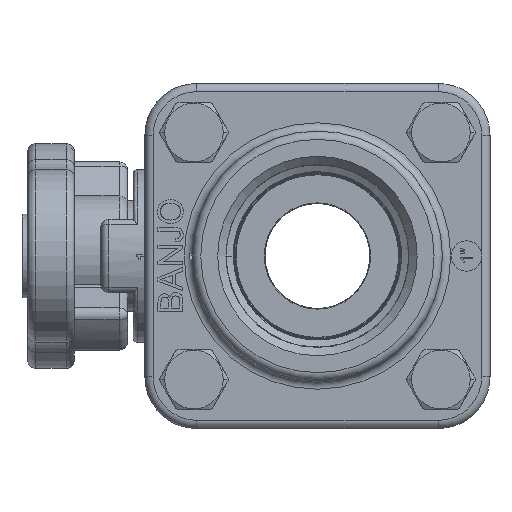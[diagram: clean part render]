
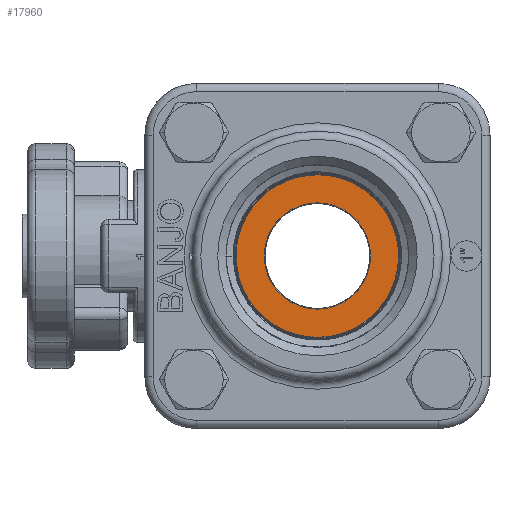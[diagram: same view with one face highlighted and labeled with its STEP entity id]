
A CAD part, left-side view. The second image highlights one B-rep face of the part: STEP entity #17960.
In plain terms, the highlighted face is planar.
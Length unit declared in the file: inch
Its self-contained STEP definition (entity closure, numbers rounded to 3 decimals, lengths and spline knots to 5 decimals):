
#586=FACE_BOUND($,#2864,.T.);
#1034=PLANE($,#19297);
#1634=FACE_OUTER_BOUND($,#2863,.T.);
#2863=EDGE_LOOP($,(#13340,#13341,#13342,#13343));
#2864=EDGE_LOOP($,(#13344));
#4120=B_SPLINE_CURVE_WITH_KNOTS($,3,(#28906,#28907,#28908,#28909,#28910,
#28911,#28912),.UNSPECIFIED.,.F.,.F.,(4,3,4),(0.,0.74614,0.78852),
 .UNSPECIFIED.);
#4123=B_SPLINE_CURVE_WITH_KNOTS($,3,(#29762,#29763,#29764,#29765,#29766,
#29767,#29768,#29769,#29770,#29771,#29772,#29773,#29774,#29775,#29776,#29777,
#29778,#29779,#29780),.UNSPECIFIED.,.F.,.F.,(4,3,3,3,3,3,4),(0.,0.79994,
1.5884,2.36488,3.12902,3.88088,4.01758),
 .UNSPECIFIED.);
#4125=B_SPLINE_CURVE_WITH_KNOTS($,3,(#30475,#30476,#30477,#30478,#30479,
#30480,#30481,#30482,#30483,#30484,#30485,#30486,#30487,#30488,#30489,#30490),
 .UNSPECIFIED.,.F.,.F.,(4,3,3,3,3,4),(0.,0.74801,1.50866,
2.2815,3.0661,3.85518),.UNSPECIFIED.);
#4611=CIRCLE($,#19282,0.63702);
#4616=CIRCLE($,#19298,0.385);
#8307=VERTEX_POINT($,#28904);
#8308=VERTEX_POINT($,#28905);
#8311=VERTEX_POINT($,#29761);
#8313=VERTEX_POINT($,#30474);
#8320=VERTEX_POINT($,#30909);
#10206=EDGE_CURVE($,#8307,#8308,#4120,.T.);
#10210=EDGE_CURVE($,#8311,#8307,#4123,.T.);
#10213=EDGE_CURVE($,#8308,#8313,#4125,.T.);
#10218=EDGE_CURVE($,#8313,#8311,#4611,.T.);
#10223=EDGE_CURVE($,#8320,#8320,#4616,.T.);
#13340=ORIENTED_EDGE($,*,*,#10213,.T.);
#13341=ORIENTED_EDGE($,*,*,#10218,.T.);
#13342=ORIENTED_EDGE($,*,*,#10210,.T.);
#13343=ORIENTED_EDGE($,*,*,#10206,.T.);
#13344=ORIENTED_EDGE($,*,*,#10223,.F.);
#17960=ADVANCED_FACE($,(#1634,#586),#1034,.T.);
#19282=AXIS2_PLACEMENT_3D($,#30889,#21857,#21858);
#19297=AXIS2_PLACEMENT_3D($,#30908,#21887,#21888);
#19298=AXIS2_PLACEMENT_3D($,#30910,#21889,#21890);
#21857=DIRECTION('center_axis',(1.,0.,0.));
#21858=DIRECTION('ref_axis',(0.,1.,0.));
#21887=DIRECTION('center_axis',(1.,0.,0.));
#21888=DIRECTION('ref_axis',(0.,0.,-1.));
#21889=DIRECTION('center_axis',(1.,0.,0.));
#21890=DIRECTION('ref_axis',(0.,1.,0.));
#28904=CARTESIAN_POINT('',(0.26,-0.34436,0.4757));
#28905=CARTESIAN_POINT('',(0.26,-0.53725,0.23762));
#28906=CARTESIAN_POINT('Ctrl Pts',(0.26,-0.34436,0.4757));
#28907=CARTESIAN_POINT('Ctrl Pts',(0.26,-0.42372,0.41833));
#28908=CARTESIAN_POINT('Ctrl Pts',(0.26,-0.48818,0.34105));
#28909=CARTESIAN_POINT('Ctrl Pts',(0.26,-0.53032,0.2528));
#28910=CARTESIAN_POINT('Ctrl Pts',(0.26,-0.53271,0.24778));
#28911=CARTESIAN_POINT('Ctrl Pts',(0.26,-0.53504,0.24273));
#28912=CARTESIAN_POINT('Ctrl Pts',(0.26,-0.53729,0.23765));
#29761=CARTESIAN_POINT('',(0.26,0.59261,-0.23368));
#29762=CARTESIAN_POINT('Ctrl Pts',(0.26,0.59261,-0.23368));
#29763=CARTESIAN_POINT('Ctrl Pts',(0.26,0.62814,-0.13489));
#29764=CARTESIAN_POINT('Ctrl Pts',(0.26,0.63868,-0.02772));
#29765=CARTESIAN_POINT('Ctrl Pts',(0.26,0.6229,0.07558));
#29766=CARTESIAN_POINT('Ctrl Pts',(0.26,0.60736,0.17741));
#29767=CARTESIAN_POINT('Ctrl Pts',(0.26,0.56604,0.27555));
#29768=CARTESIAN_POINT('Ctrl Pts',(0.26,0.5039,0.35756));
#29769=CARTESIAN_POINT('Ctrl Pts',(0.26,0.4427,0.43833));
#29770=CARTESIAN_POINT('Ctrl Pts',(0.26,0.36102,0.50387));
#29771=CARTESIAN_POINT('Ctrl Pts',(0.26,0.26858,0.54577));
#29772=CARTESIAN_POINT('Ctrl Pts',(0.26,0.1776,0.587));
#29773=CARTESIAN_POINT('Ctrl Pts',(0.26,0.07636,0.60535));
#29774=CARTESIAN_POINT('Ctrl Pts',(0.26,-0.02337,0.59822));
#29775=CARTESIAN_POINT('Ctrl Pts',(0.26,-0.1215,0.59121));
#29776=CARTESIAN_POINT('Ctrl Pts',(0.26,-0.21774,0.55951));
#29777=CARTESIAN_POINT('Ctrl Pts',(0.26,-0.30054,0.50664));
#29778=CARTESIAN_POINT('Ctrl Pts',(0.26,-0.3156,0.49703));
#29779=CARTESIAN_POINT('Ctrl Pts',(0.26,-0.33022,0.48671));
#29780=CARTESIAN_POINT('Ctrl Pts',(0.26,-0.34436,0.47572));
#30474=CARTESIAN_POINT('',(0.26,0.29741,-0.56333));
#30475=CARTESIAN_POINT('Ctrl Pts',(0.26,-0.53725,0.23762));
#30476=CARTESIAN_POINT('Ctrl Pts',(0.26,-0.57999,0.14925));
#30477=CARTESIAN_POINT('Ctrl Pts',(0.26,-0.6,0.05054));
#30478=CARTESIAN_POINT('Ctrl Pts',(0.26,-0.59557,-0.04716));
#30479=CARTESIAN_POINT('Ctrl Pts',(0.26,-0.59106,-0.1465));
#30480=CARTESIAN_POINT('Ctrl Pts',(0.26,-0.5611,-0.24485));
#30481=CARTESIAN_POINT('Ctrl Pts',(0.26,-0.50987,-0.33004));
#30482=CARTESIAN_POINT('Ctrl Pts',(0.26,-0.45781,-0.41658));
#30483=CARTESIAN_POINT('Ctrl Pts',(0.26,-0.38358,-0.49));
#30484=CARTESIAN_POINT('Ctrl Pts',(0.26,-0.29642,-0.54146));
#30485=CARTESIAN_POINT('Ctrl Pts',(0.26,-0.20794,-0.5937));
#30486=CARTESIAN_POINT('Ctrl Pts',(0.26,-0.10631,-0.62336));
#30487=CARTESIAN_POINT('Ctrl Pts',(0.26,-0.00341,-0.62722));
#30488=CARTESIAN_POINT('Ctrl Pts',(0.26,0.10008,-0.63109));
#30489=CARTESIAN_POINT('Ctrl Pts',(0.26,0.20427,-0.60887));
#30490=CARTESIAN_POINT('Ctrl Pts',(0.26,0.29744,-0.56337));
#30889=CARTESIAN_POINT('Origin',(0.26,0.,0.));
#30908=CARTESIAN_POINT('Origin',(0.26,0.51101,0.));
#30909=CARTESIAN_POINT('',(0.26,0.385,0.));
#30910=CARTESIAN_POINT('Origin',(0.26,0.,0.));
